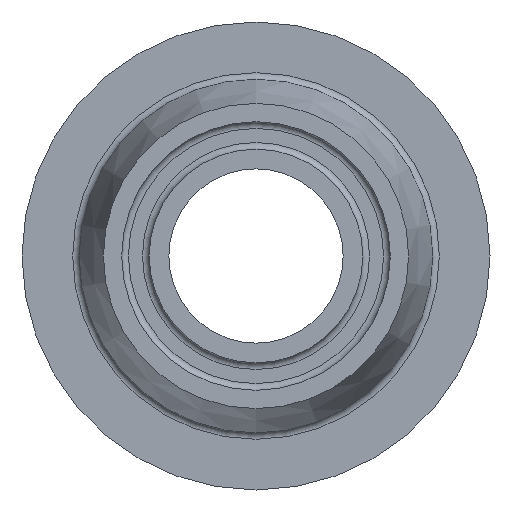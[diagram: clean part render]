
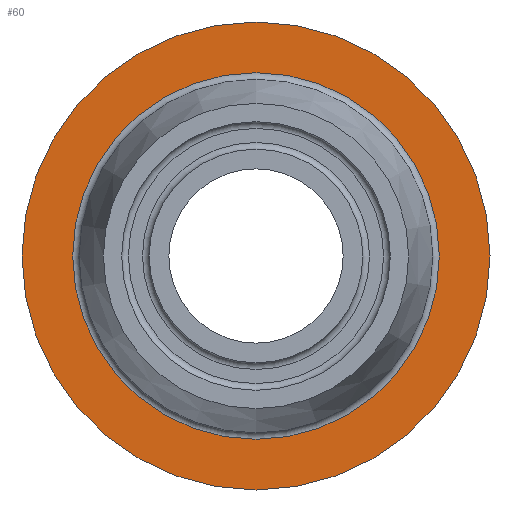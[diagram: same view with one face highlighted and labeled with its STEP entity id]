
A CAD part, left-side view. The second image highlights one B-rep face of the part: STEP entity #60.
In plain terms, the highlighted planar face has unit normal (-1, 0, 0).
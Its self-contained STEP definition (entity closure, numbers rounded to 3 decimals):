
#60 = ADVANCED_FACE( '', ( #127, #128 ), #129, .T. );
#127 = FACE_BOUND( '', #190, .T. );
#128 = FACE_OUTER_BOUND( '', #191, .T. );
#129 = PLANE( '', #192 );
#190 = EDGE_LOOP( '', ( #269 ) );
#191 = EDGE_LOOP( '', ( #270 ) );
#192 = AXIS2_PLACEMENT_3D( '', #271, #272, #273 );
#269 = ORIENTED_EDGE( '', *, *, #294, .T. );
#270 = ORIENTED_EDGE( '', *, *, #310, .F. );
#271 = CARTESIAN_POINT( '', ( 65., 69., 0. ) );
#272 = DIRECTION( '', ( -1., 0., 0. ) );
#273 = DIRECTION( '', ( 0., 0., 1. ) );
#294 = EDGE_CURVE( '', #326, #326, #327, .T. );
#310 = EDGE_CURVE( '', #351, #351, #352, .T. );
#326 = VERTEX_POINT( '', #368 );
#327 = CIRCLE( '', #369, 54.062 );
#351 = VERTEX_POINT( '', #393 );
#352 = CIRCLE( '', #394, 69. );
#368 = CARTESIAN_POINT( '', ( 65., 0., -54.062 ) );
#369 = AXIS2_PLACEMENT_3D( '', #410, #411, #412 );
#393 = CARTESIAN_POINT( '', ( 65., 0., -69. ) );
#394 = AXIS2_PLACEMENT_3D( '', #437, #438, #439 );
#410 = CARTESIAN_POINT( '', ( 65., 0., 0. ) );
#411 = DIRECTION( '', ( 1., 0., 0. ) );
#412 = DIRECTION( '', ( 0., 0., -1. ) );
#437 = CARTESIAN_POINT( '', ( 65., 0., 0. ) );
#438 = DIRECTION( '', ( 1., 0., 0. ) );
#439 = DIRECTION( '', ( 0., 0., -1. ) );
